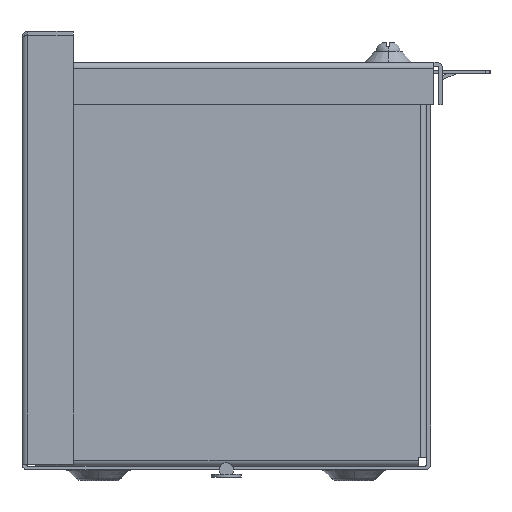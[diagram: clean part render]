
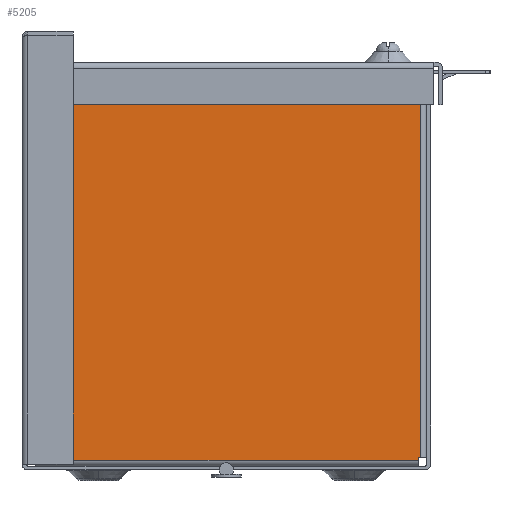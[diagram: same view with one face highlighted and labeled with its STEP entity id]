
A CAD part, left-side view. The second image highlights one B-rep face of the part: STEP entity #5205.
In plain terms, the highlighted planar face has unit normal (-1, 0, 0).
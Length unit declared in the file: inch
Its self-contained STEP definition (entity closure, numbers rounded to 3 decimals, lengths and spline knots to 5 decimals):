
#195 = VECTOR ( 'NONE', #15574, 39.37008 ) ;
#301 = VERTEX_POINT ( 'NONE', #2087 ) ;
#622 = LINE ( 'NONE', #7507, #21845 ) ;
#937 = VECTOR ( 'NONE', #3398, 39.37008 ) ;
#1055 = EDGE_CURVE ( 'NONE', #7285, #10807, #6992, .T. ) ;
#1162 = CARTESIAN_POINT ( 'NONE',  ( -6., 2.837, 0.182 ) ) ;
#1167 = LINE ( 'NONE', #14928, #10286 ) ;
#1739 = EDGE_CURVE ( 'NONE', #13206, #4999, #15738, .T. ) ;
#1740 = LINE ( 'NONE', #13256, #13442 ) ;
#1743 = VECTOR ( 'NONE', #12745, 39.37008 ) ;
#1834 = EDGE_CURVE ( 'NONE', #14835, #7285, #622, .T. ) ;
#1913 = CARTESIAN_POINT ( 'NONE',  ( -6., -2.857, 5.798 ) ) ;
#1925 = CARTESIAN_POINT ( 'NONE',  ( -6., -2.857, 0.182 ) ) ;
#1986 = VECTOR ( 'NONE', #18583, 39.37008 ) ;
#2087 = CARTESIAN_POINT ( 'NONE',  ( -6., 2.798, 5.837 ) ) ;
#2117 = ORIENTED_EDGE ( 'NONE', *, *, #1834, .T. ) ;
#2314 = LINE ( 'NONE', #19572, #21854 ) ;
#2776 = ORIENTED_EDGE ( 'NONE', *, *, #3094, .T. ) ;
#3094 = EDGE_CURVE ( 'NONE', #4543, #301, #1740, .T. ) ;
#3398 = DIRECTION ( 'NONE',  ( 0., -1., 0. ) ) ;
#3513 = DIRECTION ( 'NONE',  ( 0., -1., 0. ) ) ;
#3691 = ORIENTED_EDGE ( 'NONE', *, *, #11829, .T. ) ;
#4122 = DIRECTION ( 'NONE',  ( 0., 0., -1. ) ) ;
#4310 = CARTESIAN_POINT ( 'NONE',  ( -6., -2.818, 0.143 ) ) ;
#4543 = VERTEX_POINT ( 'NONE', #21905 ) ;
#4820 = LINE ( 'NONE', #11703, #1986 ) ;
#4999 = VERTEX_POINT ( 'NONE', #7986 ) ;
#5205 = ADVANCED_FACE ( 'NONE', ( #12491 ), #19368, .T. ) ;
#5327 = AXIS2_PLACEMENT_3D ( 'NONE', #21172, #5728, #12602 ) ;
#5728 = DIRECTION ( 'NONE',  ( -1., 0., 0. ) ) ;
#6781 = CARTESIAN_POINT ( 'NONE',  ( -6., -2.943, 0.182 ) ) ;
#6876 = VERTEX_POINT ( 'NONE', #1162 ) ;
#6992 = LINE ( 'NONE', #6781, #937 ) ;
#7004 = LINE ( 'NONE', #8695, #195 ) ;
#7015 = CARTESIAN_POINT ( 'NONE',  ( -6., -2.818, 0.182 ) ) ;
#7159 = ORIENTED_EDGE ( 'NONE', *, *, #10628, .T. ) ;
#7175 = EDGE_CURVE ( 'NONE', #19814, #4543, #15704, .T. ) ;
#7189 = DIRECTION ( 'NONE',  ( 0., 0., 1. ) ) ;
#7285 = VERTEX_POINT ( 'NONE', #7015 ) ;
#7507 = CARTESIAN_POINT ( 'NONE',  ( -6., -2.818, 0.182 ) ) ;
#7626 = ORIENTED_EDGE ( 'NONE', *, *, #7175, .T. ) ;
#7721 = EDGE_CURVE ( 'NONE', #6876, #13206, #21421, .T. ) ;
#7804 = VECTOR ( 'NONE', #8972, 39.37008 ) ;
#7887 = VERTEX_POINT ( 'NONE', #17906 ) ;
#7986 = CARTESIAN_POINT ( 'NONE',  ( -6., 2.798, 0.143 ) ) ;
#8009 = VERTEX_POINT ( 'NONE', #11580 ) ;
#8596 = VERTEX_POINT ( 'NONE', #1913 ) ;
#8695 = CARTESIAN_POINT ( 'NONE',  ( -6., 2.923, 5.798 ) ) ;
#8972 = DIRECTION ( 'NONE',  ( 0., 0., -1. ) ) ;
#9462 = CARTESIAN_POINT ( 'NONE',  ( -6., 2.798, 0.182 ) ) ;
#9819 = ORIENTED_EDGE ( 'NONE', *, *, #21671, .T. ) ;
#10286 = VECTOR ( 'NONE', #20134, 39.37008 ) ;
#10550 = CARTESIAN_POINT ( 'NONE',  ( -6., 2.798, 0.057 ) ) ;
#10628 = EDGE_CURVE ( 'NONE', #301, #7887, #1167, .T. ) ;
#10684 = ORIENTED_EDGE ( 'NONE', *, *, #1739, .T. ) ;
#10807 = VERTEX_POINT ( 'NONE', #1925 ) ;
#11014 = LINE ( 'NONE', #14504, #21785 ) ;
#11079 = CARTESIAN_POINT ( 'NONE',  ( -6., -2.818, 5.798 ) ) ;
#11302 = VECTOR ( 'NONE', #3513, 39.37008 ) ;
#11399 = EDGE_CURVE ( 'NONE', #8596, #19814, #4820, .T. ) ;
#11566 = EDGE_CURVE ( 'NONE', #8009, #6876, #2314, .T. ) ;
#11580 = CARTESIAN_POINT ( 'NONE',  ( -6., 2.837, 5.798 ) ) ;
#11703 = CARTESIAN_POINT ( 'NONE',  ( -6., -2.818, 5.798 ) ) ;
#11829 = EDGE_CURVE ( 'NONE', #7887, #8009, #7004, .T. ) ;
#12403 = DIRECTION ( 'NONE',  ( 0., -1., 0. ) ) ;
#12491 = FACE_OUTER_BOUND ( 'NONE', #18065, .T. ) ;
#12602 = DIRECTION ( 'NONE',  ( 0., 1., 0. ) ) ;
#12745 = DIRECTION ( 'NONE',  ( 0., 0., 1. ) ) ;
#13206 = VERTEX_POINT ( 'NONE', #19791 ) ;
#13256 = CARTESIAN_POINT ( 'NONE',  ( -6., -2.943, 5.837 ) ) ;
#13442 = VECTOR ( 'NONE', #20140, 39.37008 ) ;
#13531 = EDGE_CURVE ( 'NONE', #10807, #8596, #11014, .T. ) ;
#14504 = CARTESIAN_POINT ( 'NONE',  ( -6., -2.857, 5.923 ) ) ;
#14835 = VERTEX_POINT ( 'NONE', #4310 ) ;
#14928 = CARTESIAN_POINT ( 'NONE',  ( -6., 2.798, 5.798 ) ) ;
#15303 = ORIENTED_EDGE ( 'NONE', *, *, #13531, .T. ) ;
#15439 = VECTOR ( 'NONE', #12403, 39.37008 ) ;
#15574 = DIRECTION ( 'NONE',  ( 0., 1., 0. ) ) ;
#15704 = LINE ( 'NONE', #19748, #1743 ) ;
#15738 = LINE ( 'NONE', #10550, #7804 ) ;
#16515 = ORIENTED_EDGE ( 'NONE', *, *, #11566, .T. ) ;
#16639 = ORIENTED_EDGE ( 'NONE', *, *, #11399, .T. ) ;
#16836 = LINE ( 'NONE', #20646, #11302 ) ;
#17906 = CARTESIAN_POINT ( 'NONE',  ( -6., 2.798, 5.798 ) ) ;
#18065 = EDGE_LOOP ( 'NONE', ( #9819, #2117, #21571, #15303, #16639, #7626, #2776, #7159, #3691, #16515, #19762, #10684 ) ) ;
#18583 = DIRECTION ( 'NONE',  ( 0., 1., 0. ) ) ;
#19368 = PLANE ( 'NONE',  #5327 ) ;
#19572 = CARTESIAN_POINT ( 'NONE',  ( -6., 2.837, 5.923 ) ) ;
#19748 = CARTESIAN_POINT ( 'NONE',  ( -6., -2.818, 5.923 ) ) ;
#19762 = ORIENTED_EDGE ( 'NONE', *, *, #7721, .T. ) ;
#19791 = CARTESIAN_POINT ( 'NONE',  ( -6., 2.798, 0.182 ) ) ;
#19814 = VERTEX_POINT ( 'NONE', #11079 ) ;
#20134 = DIRECTION ( 'NONE',  ( 0., 0., -1. ) ) ;
#20140 = DIRECTION ( 'NONE',  ( 0., 1., 0. ) ) ;
#20646 = CARTESIAN_POINT ( 'NONE',  ( -6., -2.943, 0.143 ) ) ;
#21172 = CARTESIAN_POINT ( 'NONE',  ( -6., -2.943, 5.923 ) ) ;
#21421 = LINE ( 'NONE', #9462, #15439 ) ;
#21571 = ORIENTED_EDGE ( 'NONE', *, *, #1055, .T. ) ;
#21613 = DIRECTION ( 'NONE',  ( 0., 0., 1. ) ) ;
#21671 = EDGE_CURVE ( 'NONE', #4999, #14835, #16836, .T. ) ;
#21785 = VECTOR ( 'NONE', #7189, 39.37008 ) ;
#21845 = VECTOR ( 'NONE', #21613, 39.37008 ) ;
#21854 = VECTOR ( 'NONE', #4122, 39.37008 ) ;
#21905 = CARTESIAN_POINT ( 'NONE',  ( -6., -2.818, 5.837 ) ) ;
